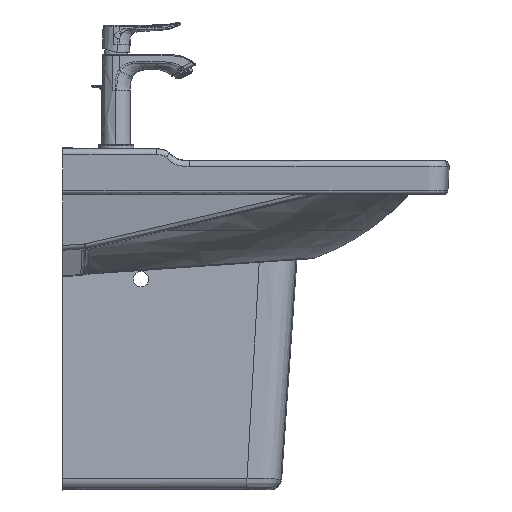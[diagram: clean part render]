
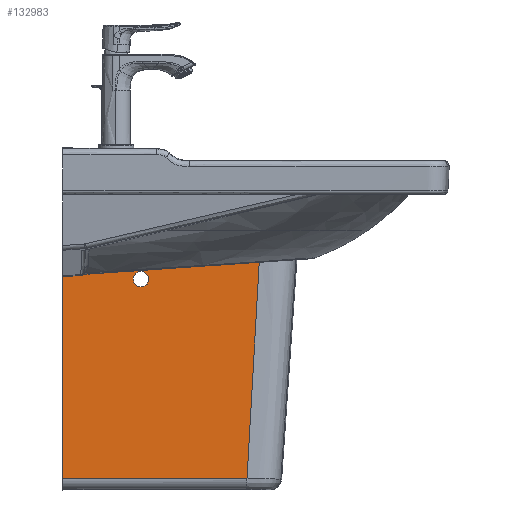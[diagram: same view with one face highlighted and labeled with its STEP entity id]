
A CAD part, front view. The second image highlights one B-rep face of the part: STEP entity #132983.
In plain terms, the highlighted planar face has unit normal (0.037, -0.999, -0.013).
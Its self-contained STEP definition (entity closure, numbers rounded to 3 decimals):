
#127550=CARTESIAN_POINT('',(235.68,-72.625,-285.196));
#127551=VERTEX_POINT('',#127550);
#127618=CARTESIAN_POINT('',(0.,-81.267,-285.196));
#127619=VERTEX_POINT('',#127618);
#127620=CARTESIAN_POINT('',(0.,-81.267,-285.196));
#127621=DIRECTION('',(0.999,0.037,0.));
#127622=VECTOR('',#127621,235.839);
#127623=LINE('',#127620,#127622);
#127624=EDGE_CURVE('',#127619,#127551,#127623,.T.);
#127718=CARTESIAN_POINT('',(251.831,-75.766,0.));
#127719=VERTEX_POINT('',#127718);
#127720=CARTESIAN_POINT('',(251.831,-75.766,0.));
#127721=DIRECTION('',(-0.057,0.011,-0.998));
#127722=VECTOR('',#127721,285.67);
#127723=LINE('',#127720,#127722);
#127724=EDGE_CURVE('',#127719,#127551,#127723,.T.);
#131515=CARTESIAN_POINT('',(0.,-85.,0.));
#131516=VERTEX_POINT('',#131515);
#131517=CARTESIAN_POINT('',(0.0,-81.267,-285.196));
#131518=DIRECTION('',(0.0,-0.013,1.));
#131519=VECTOR('',#131518,285.221);
#131520=LINE('',#131517,#131519);
#131521=EDGE_CURVE('',#127619,#131516,#131520,.T.);
#131547=CARTESIAN_POINT('',(251.831,-75.766,0.0));
#131548=DIRECTION('',(-0.999,-0.037,0.0));
#131549=VECTOR('',#131548,252.);
#131550=LINE('',#131547,#131549);
#131551=EDGE_CURVE('',#127719,#131516,#131550,.T.);
#132961=CARTESIAN_POINT('',(117.142,-78.741,-150.));
#132962=DIRECTION('',(0.037,-0.999,-0.013));
#132963=DIRECTION('',(0.0,0.013,-1.));
#132964=AXIS2_PLACEMENT_3D('',#132961,#132962,#132963);
#132965=PLANE('',#132964);
#132966=ORIENTED_EDGE('',*,*,#131521,.F.);
#132967=ORIENTED_EDGE('',*,*,#127624,.T.);
#132968=ORIENTED_EDGE('',*,*,#127724,.F.);
#132969=ORIENTED_EDGE('',*,*,#131551,.T.);
#132970=EDGE_LOOP('',(#132966,#132967,#132968,#132969));
#132971=FACE_OUTER_BOUND('',#132970,.T.);
#132972=CARTESIAN_POINT('',(90.0,-81.307,-30.0));
#132973=VERTEX_POINT('',#132972);
#132974=CARTESIAN_POINT('',(100.0,-80.94,-30.0));
#132975=DIRECTION('',(-0.037,0.999,0.013));
#132976=DIRECTION('',(-0.941,-0.039,0.336));
#132977=AXIS2_PLACEMENT_3D('',#132974,#132975,#132976);
#132978=ELLIPSE('',#132977,10.008,10.0);
#132979=EDGE_CURVE('',#132973,#132973,#132978,.T.);
#132980=ORIENTED_EDGE('',*,*,#132979,.T.);
#132981=EDGE_LOOP('',(#132980));
#132982=FACE_BOUND('',#132981,.T.);
#132983=ADVANCED_FACE('',(#132971,#132982),#132965,.T.);
